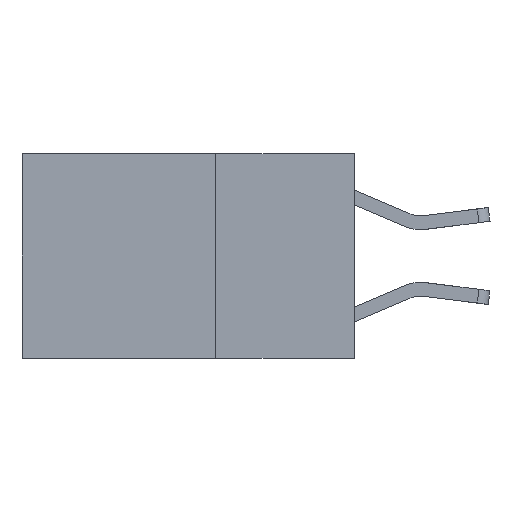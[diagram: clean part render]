
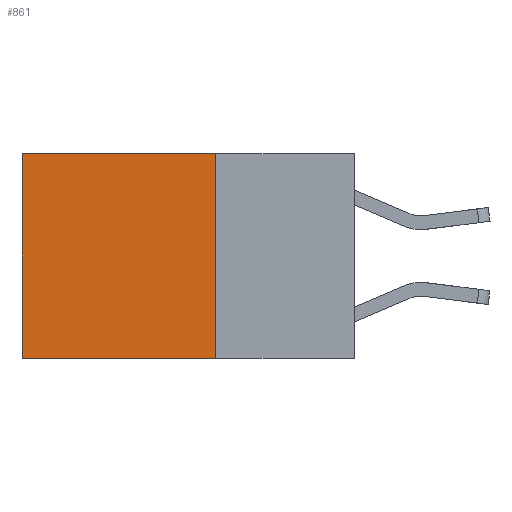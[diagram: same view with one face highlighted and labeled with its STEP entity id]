
A CAD part, left-side view. The second image highlights one B-rep face of the part: STEP entity #861.
In plain terms, the highlighted planar face has unit normal (-1, 0, 0).
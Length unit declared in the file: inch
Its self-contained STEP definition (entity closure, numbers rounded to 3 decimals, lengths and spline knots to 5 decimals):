
#96 = ORIENTED_EDGE ( 'NONE', *, *, #6517, .T. ) ;
#238 = DIRECTION ( 'NONE',  ( 0., 0., -1. ) ) ;
#490 = DIRECTION ( 'NONE',  ( 1., 0., 0. ) ) ;
#801 = VECTOR ( 'NONE', #2345, 39.37008 ) ;
#861 = ADVANCED_FACE ( 'NONE', ( #1269 ), #9731, .F. ) ;
#1244 = VERTEX_POINT ( 'NONE', #3487 ) ;
#1269 = FACE_OUTER_BOUND ( 'NONE', #5724, .T. ) ;
#1328 = AXIS2_PLACEMENT_3D ( 'NONE', #4387, #490, #7264 ) ;
#2345 = DIRECTION ( 'NONE',  ( 0., 1., 0. ) ) ;
#3487 = CARTESIAN_POINT ( 'NONE',  ( 0.2625, 0.6, -0.37 ) ) ;
#3879 = CARTESIAN_POINT ( 'NONE',  ( 0.2625, 0.6, 0. ) ) ;
#3908 = LINE ( 'NONE', #4509, #10137 ) ;
#4166 = VERTEX_POINT ( 'NONE', #6663 ) ;
#4289 = VERTEX_POINT ( 'NONE', #3879 ) ;
#4292 = EDGE_CURVE ( 'NONE', #4166, #9860, #5293, .T. ) ;
#4387 = CARTESIAN_POINT ( 'NONE',  ( 0.2625, 0.25, 0. ) ) ;
#4509 = CARTESIAN_POINT ( 'NONE',  ( 0.2625, 0.25, 0. ) ) ;
#4551 = CARTESIAN_POINT ( 'NONE',  ( 0.2625, 0.25, -0.37 ) ) ;
#4587 = ORIENTED_EDGE ( 'NONE', *, *, #4292, .F. ) ;
#5293 = LINE ( 'NONE', #5437, #10084 ) ;
#5437 = CARTESIAN_POINT ( 'NONE',  ( 0.2625, 0.25, 0. ) ) ;
#5724 = EDGE_LOOP ( 'NONE', ( #96, #7101, #4587, #9260 ) ) ;
#5831 = VECTOR ( 'NONE', #238, 39.37008 ) ;
#6517 = EDGE_CURVE ( 'NONE', #4289, #1244, #8821, .T. ) ;
#6663 = CARTESIAN_POINT ( 'NONE',  ( 0.2625, 0.25, 0. ) ) ;
#6974 = EDGE_CURVE ( 'NONE', #9860, #1244, #9396, .T. ) ;
#7101 = ORIENTED_EDGE ( 'NONE', *, *, #6974, .F. ) ;
#7234 = CARTESIAN_POINT ( 'NONE',  ( 0.2625, 0.6, 0. ) ) ;
#7264 = DIRECTION ( 'NONE',  ( 0., 0., -1. ) ) ;
#7550 = DIRECTION ( 'NONE',  ( 0., 1., 0. ) ) ;
#8157 = EDGE_CURVE ( 'NONE', #4166, #4289, #3908, .T. ) ;
#8656 = CARTESIAN_POINT ( 'NONE',  ( 0.2625, 0.25, -0.37 ) ) ;
#8821 = LINE ( 'NONE', #7234, #5831 ) ;
#9260 = ORIENTED_EDGE ( 'NONE', *, *, #8157, .T. ) ;
#9396 = LINE ( 'NONE', #8656, #801 ) ;
#9731 = PLANE ( 'NONE',  #1328 ) ;
#9860 = VERTEX_POINT ( 'NONE', #4551 ) ;
#10072 = DIRECTION ( 'NONE',  ( 0., 0., -1. ) ) ;
#10084 = VECTOR ( 'NONE', #10072, 39.37008 ) ;
#10137 = VECTOR ( 'NONE', #7550, 39.37008 ) ;
